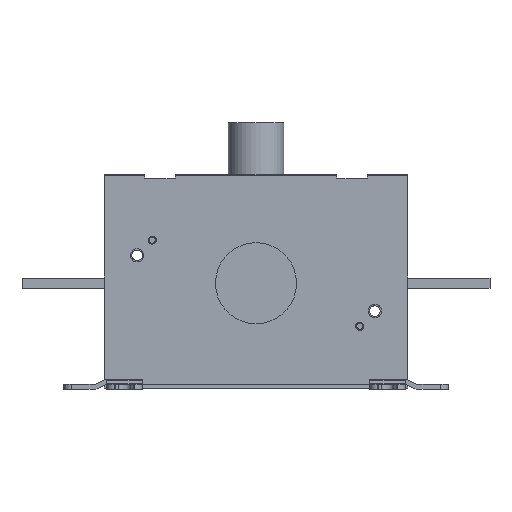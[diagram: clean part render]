
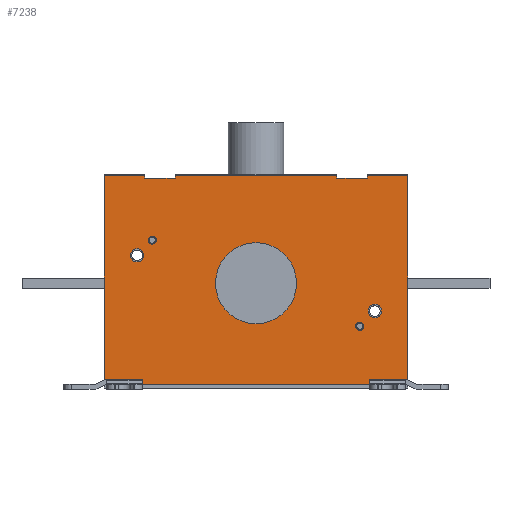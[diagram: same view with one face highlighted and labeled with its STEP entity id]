
A CAD part, front view. The second image highlights one B-rep face of the part: STEP entity #7238.
In plain terms, the highlighted planar face has unit normal (0, -1, 0).
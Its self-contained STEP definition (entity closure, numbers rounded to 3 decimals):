
#191=DIRECTION('',(0.,0.,1.));
#192=VECTOR('',#191,80.5);
#193=CARTESIAN_POINT('',(-28.339,-113.045,2.));
#194=LINE('',#193,#192);
#303=DIRECTION('',(0.,0.,-1.));
#304=VECTOR('',#303,1.);
#305=CARTESIAN_POINT('',(-12.389,-113.045,82.5));
#306=LINE('',#305,#304);
#331=DIRECTION('',(1.,0.,0.));
#332=VECTOR('',#331,15.1);
#333=CARTESIAN_POINT('',(-28.339,-113.045,2.));
#334=LINE('',#333,#332);
#335=DIRECTION('',(-1.,0.,0.));
#336=VECTOR('',#335,15.95);
#337=CARTESIAN_POINT('',(-12.389,-113.045,82.5));
#338=LINE('',#337,#336);
#339=DIRECTION('',(-1.,0.,0.));
#340=VECTOR('',#339,63.9);
#341=CARTESIAN_POINT('',(63.611,-113.045,82.5));
#342=LINE('',#341,#340);
#343=DIRECTION('',(-1.,0.,0.));
#344=VECTOR('',#343,15.95);
#345=CARTESIAN_POINT('',(91.661,-113.045,82.5));
#346=LINE('',#345,#344);
#347=DIRECTION('',(0.,0.,-1.));
#348=VECTOR('',#347,2.);
#349=CARTESIAN_POINT('',(-13.239,-113.045,2.));
#350=LINE('',#349,#348);
#351=CARTESIAN_POINT('',(31.661,-113.045,40.));
#352=DIRECTION('',(0.,1.,0.));
#353=DIRECTION('',(-1.,0.,0.));
#354=AXIS2_PLACEMENT_3D('',#351,#352,#353);
#356=CARTESIAN_POINT('',(31.661,-113.045,40.));
#357=DIRECTION('',(0.,1.,0.));
#358=DIRECTION('',(1.,0.,0.));
#359=AXIS2_PLACEMENT_3D('',#356,#357,#358);
#361=CARTESIAN_POINT('',(72.661,-113.045,23.));
#362=DIRECTION('',(0.,1.,0.));
#363=DIRECTION('',(1.,0.,0.));
#364=AXIS2_PLACEMENT_3D('',#361,#362,#363);
#366=CARTESIAN_POINT('',(72.661,-113.045,23.));
#367=DIRECTION('',(0.,1.,0.));
#368=DIRECTION('',(-1.,0.,0.));
#369=AXIS2_PLACEMENT_3D('',#366,#367,#368);
#371=CARTESIAN_POINT('',(-9.339,-113.045,57.));
#372=DIRECTION('',(0.,1.,0.));
#373=DIRECTION('',(-1.,0.,0.));
#374=AXIS2_PLACEMENT_3D('',#371,#372,#373);
#376=CARTESIAN_POINT('',(-9.339,-113.045,57.));
#377=DIRECTION('',(0.,1.,0.));
#378=DIRECTION('',(1.,0.,0.));
#379=AXIS2_PLACEMENT_3D('',#376,#377,#378);
#381=CARTESIAN_POINT('',(78.661,-113.045,29.));
#382=DIRECTION('',(0.,1.,0.));
#383=DIRECTION('',(-1.,0.,0.));
#384=AXIS2_PLACEMENT_3D('',#381,#382,#383);
#386=CARTESIAN_POINT('',(78.661,-113.045,29.));
#387=DIRECTION('',(0.,1.,0.));
#388=DIRECTION('',(1.,0.,0.));
#389=AXIS2_PLACEMENT_3D('',#386,#387,#388);
#391=CARTESIAN_POINT('',(-15.339,-113.045,51.));
#392=DIRECTION('',(0.,1.,0.));
#393=DIRECTION('',(1.,0.,0.));
#394=AXIS2_PLACEMENT_3D('',#391,#392,#393);
#396=CARTESIAN_POINT('',(-15.339,-113.045,51.));
#397=DIRECTION('',(0.,1.,0.));
#398=DIRECTION('',(-1.,0.,0.));
#399=AXIS2_PLACEMENT_3D('',#396,#397,#398);
#576=DIRECTION('',(-1.,0.,0.));
#577=VECTOR('',#576,89.8);
#578=CARTESIAN_POINT('',(76.561,-113.045,0.));
#579=LINE('',#578,#577);
#660=DIRECTION('',(0.,0.,-1.));
#661=VECTOR('',#660,80.5);
#662=CARTESIAN_POINT('',(91.661,-113.045,82.5));
#663=LINE('',#662,#661);
#2535=DIRECTION('',(0.,0.,-1.));
#2536=VECTOR('',#2535,1.);
#2537=CARTESIAN_POINT('',(63.611,-113.045,82.5));
#2538=LINE('',#2537,#2536);
#2591=DIRECTION('',(0.,0.,1.));
#2592=VECTOR('',#2591,1.);
#2593=CARTESIAN_POINT('',(-0.289,-113.045,81.5));
#2594=LINE('',#2593,#2592);
#2615=DIRECTION('',(1.,0.,0.));
#2616=VECTOR('',#2615,12.1);
#2617=CARTESIAN_POINT('',(-12.389,-113.045,81.5));
#2618=LINE('',#2617,#2616);
#2791=DIRECTION('',(1.,0.,0.));
#2792=VECTOR('',#2791,12.1);
#2793=CARTESIAN_POINT('',(63.611,-113.045,81.5));
#2794=LINE('',#2793,#2792);
#2799=DIRECTION('',(0.,0.,1.));
#2800=VECTOR('',#2799,1.);
#2801=CARTESIAN_POINT('',(75.711,-113.045,81.5));
#2802=LINE('',#2801,#2800);
#2891=DIRECTION('',(0.,0.,-1.));
#2892=VECTOR('',#2891,2.);
#2893=CARTESIAN_POINT('',(76.561,-113.045,2.));
#2894=LINE('',#2893,#2892);
#2930=DIRECTION('',(-1.,0.,0.));
#2931=VECTOR('',#2930,15.1);
#2932=CARTESIAN_POINT('',(91.661,-113.045,2.));
#2933=LINE('',#2932,#2931);
#5924=CARTESIAN_POINT('',(-28.339,-113.045,82.5));
#5925=VERTEX_POINT('',#5924);
#5926=CARTESIAN_POINT('',(-12.389,-113.045,82.5));
#5927=VERTEX_POINT('',#5926);
#6010=CARTESIAN_POINT('',(-0.289,-113.045,82.5));
#6011=VERTEX_POINT('',#6010);
#6012=CARTESIAN_POINT('',(63.611,-113.045,82.5));
#6013=VERTEX_POINT('',#6012);
#6030=CARTESIAN_POINT('',(75.711,-113.045,82.5));
#6031=VERTEX_POINT('',#6030);
#6032=CARTESIAN_POINT('',(91.661,-113.045,82.5));
#6033=VERTEX_POINT('',#6032);
#6238=CARTESIAN_POINT('',(-13.239,-113.045,2.));
#6239=CARTESIAN_POINT('',(-13.239,-113.045,0.));
#6240=VERTEX_POINT('',#6238);
#6241=VERTEX_POINT('',#6239);
#6262=CARTESIAN_POINT('',(-28.339,-113.045,2.));
#6263=VERTEX_POINT('',#6262);
#6264=CARTESIAN_POINT('',(76.561,-113.045,0.));
#6265=VERTEX_POINT('',#6264);
#6266=CARTESIAN_POINT('',(76.561,-113.045,2.));
#6267=VERTEX_POINT('',#6266);
#6268=CARTESIAN_POINT('',(91.661,-113.045,2.));
#6269=VERTEX_POINT('',#6268);
#6270=CARTESIAN_POINT('',(75.711,-113.045,81.5));
#6271=VERTEX_POINT('',#6270);
#6272=CARTESIAN_POINT('',(63.611,-113.045,81.5));
#6273=VERTEX_POINT('',#6272);
#6274=CARTESIAN_POINT('',(-0.289,-113.045,81.5));
#6275=VERTEX_POINT('',#6274);
#6276=CARTESIAN_POINT('',(-12.389,-113.045,81.5));
#6277=VERTEX_POINT('',#6276);
#6694=CARTESIAN_POINT('',(15.661,-113.045,40.));
#6696=VERTEX_POINT('',#6694);
#6700=CARTESIAN_POINT('',(47.661,-113.045,40.));
#6701=VERTEX_POINT('',#6700);
#6710=CARTESIAN_POINT('',(74.261,-113.045,23.));
#6712=VERTEX_POINT('',#6710);
#6716=CARTESIAN_POINT('',(71.061,-113.045,23.));
#6717=VERTEX_POINT('',#6716);
#6726=CARTESIAN_POINT('',(-10.939,-113.045,
57.));
#6728=VERTEX_POINT('',#6726);
#6732=CARTESIAN_POINT('',(-7.739,-113.045,57.));
#6733=VERTEX_POINT('',#6732);
#6750=CARTESIAN_POINT('',(76.061,-113.045,29.));
#6752=VERTEX_POINT('',#6750);
#6756=CARTESIAN_POINT('',(81.261,-113.045,29.));
#6757=VERTEX_POINT('',#6756);
#6774=CARTESIAN_POINT('',(-12.739,-113.045,51.));
#6776=VERTEX_POINT('',#6774);
#6780=CARTESIAN_POINT('',(-17.939,-113.045,
51.));
#6781=VERTEX_POINT('',#6780);
#7172=CARTESIAN_POINT('',(31.661,-113.045,41.25));
#7173=DIRECTION('',(0.,1.,0.));
#7174=DIRECTION('',(1.,0.,0.));
#7175=AXIS2_PLACEMENT_3D('',#7172,#7173,#7174);
#7176=PLANE('',#7175);
#7178=ORIENTED_EDGE('',*,*,#7177,.F.);
#7179=ORIENTED_EDGE('',*,*,#6971,.T.);
#7180=ORIENTED_EDGE('',*,*,#7159,.F.);
#7181=ORIENTED_EDGE('',*,*,#7074,.T.);
#7183=ORIENTED_EDGE('',*,*,#7182,.T.);
#7185=ORIENTED_EDGE('',*,*,#7184,.T.);
#7187=ORIENTED_EDGE('',*,*,#7186,.F.);
#7189=ORIENTED_EDGE('',*,*,#7188,.T.);
#7191=ORIENTED_EDGE('',*,*,#7190,.T.);
#7193=ORIENTED_EDGE('',*,*,#7192,.T.);
#7195=ORIENTED_EDGE('',*,*,#7194,.F.);
#7197=ORIENTED_EDGE('',*,*,#7196,.T.);
#7199=ORIENTED_EDGE('',*,*,#7198,.T.);
#7201=ORIENTED_EDGE('',*,*,#7200,.T.);
#7203=ORIENTED_EDGE('',*,*,#7202,.T.);
#7205=ORIENTED_EDGE('',*,*,#7204,.F.);
#7206=EDGE_LOOP('',(#7178,#7179,#7180,#7181,#7183,#7185,#7187,#7189,#7191,#7193,
#7195,#7197,#7199,#7201,#7203,#7205));
#7207=FACE_OUTER_BOUND('',#7206,.F.);
#7209=ORIENTED_EDGE('',*,*,#7208,.F.);
#7211=ORIENTED_EDGE('',*,*,#7210,.F.);
#7212=EDGE_LOOP('',(#7209,#7211));
#7213=FACE_BOUND('',#7212,.F.);
#7215=ORIENTED_EDGE('',*,*,#7214,.F.);
#7217=ORIENTED_EDGE('',*,*,#7216,.F.);
#7218=EDGE_LOOP('',(#7215,#7217));
#7219=FACE_BOUND('',#7218,.F.);
#7221=ORIENTED_EDGE('',*,*,#7220,.F.);
#7223=ORIENTED_EDGE('',*,*,#7222,.F.);
#7224=EDGE_LOOP('',(#7221,#7223));
#7225=FACE_BOUND('',#7224,.F.);
#7227=ORIENTED_EDGE('',*,*,#7226,.F.);
#7229=ORIENTED_EDGE('',*,*,#7228,.F.);
#7230=EDGE_LOOP('',(#7227,#7229));
#7231=FACE_BOUND('',#7230,.F.);
#7233=ORIENTED_EDGE('',*,*,#7232,.F.);
#7235=ORIENTED_EDGE('',*,*,#7234,.F.);
#7236=EDGE_LOOP('',(#7233,#7235));
#7237=FACE_BOUND('',#7236,.F.);
#355=CIRCLE('',#354,16.);
#360=CIRCLE('',#359,16.);
#365=CIRCLE('',#364,1.6);
#370=CIRCLE('',#369,1.6);
#375=CIRCLE('',#374,1.6);
#380=CIRCLE('',#379,1.6);
#385=CIRCLE('',#384,2.6);
#390=CIRCLE('',#389,2.6);
#395=CIRCLE('',#394,2.6);
#400=CIRCLE('',#399,2.6);
#6971=EDGE_CURVE('',#6263,#5925,#194,.T.);
#7074=EDGE_CURVE('',#5927,#6277,#306,.T.);
#7159=EDGE_CURVE('',#5927,#5925,#338,.T.);
#7177=EDGE_CURVE('',#6263,#6240,#334,.T.);
#7182=EDGE_CURVE('',#6277,#6275,#2618,.T.);
#7184=EDGE_CURVE('',#6275,#6011,#2594,.T.);
#7186=EDGE_CURVE('',#6013,#6011,#342,.T.);
#7188=EDGE_CURVE('',#6013,#6273,#2538,.T.);
#7190=EDGE_CURVE('',#6273,#6271,#2794,.T.);
#7192=EDGE_CURVE('',#6271,#6031,#2802,.T.);
#7194=EDGE_CURVE('',#6033,#6031,#346,.T.);
#7196=EDGE_CURVE('',#6033,#6269,#663,.T.);
#7198=EDGE_CURVE('',#6269,#6267,#2933,.T.);
#7200=EDGE_CURVE('',#6267,#6265,#2894,.T.);
#7202=EDGE_CURVE('',#6265,#6241,#579,.T.);
#7204=EDGE_CURVE('',#6240,#6241,#350,.T.);
#7208=EDGE_CURVE('',#6696,#6701,#355,.T.);
#7210=EDGE_CURVE('',#6701,#6696,#360,.T.);
#7214=EDGE_CURVE('',#6712,#6717,#365,.T.);
#7216=EDGE_CURVE('',#6717,#6712,#370,.T.);
#7220=EDGE_CURVE('',#6728,#6733,#375,.T.);
#7222=EDGE_CURVE('',#6733,#6728,#380,.T.);
#7226=EDGE_CURVE('',#6752,#6757,#385,.T.);
#7228=EDGE_CURVE('',#6757,#6752,#390,.T.);
#7232=EDGE_CURVE('',#6776,#6781,#395,.T.);
#7234=EDGE_CURVE('',#6781,#6776,#400,.T.);
#7238=ADVANCED_FACE('',(#7207,#7213,#7219,#7225,#7231,#7237),#7176,.F.);
